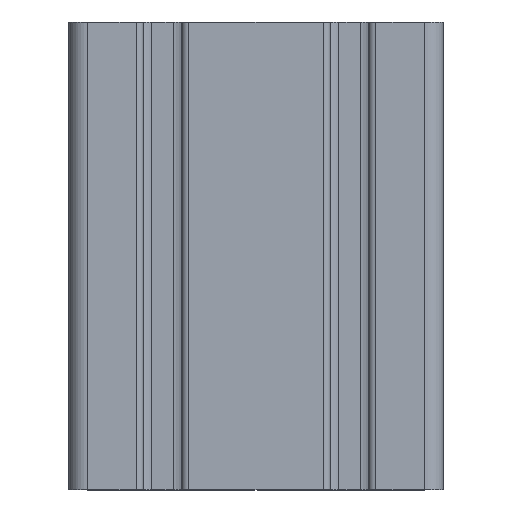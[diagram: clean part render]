
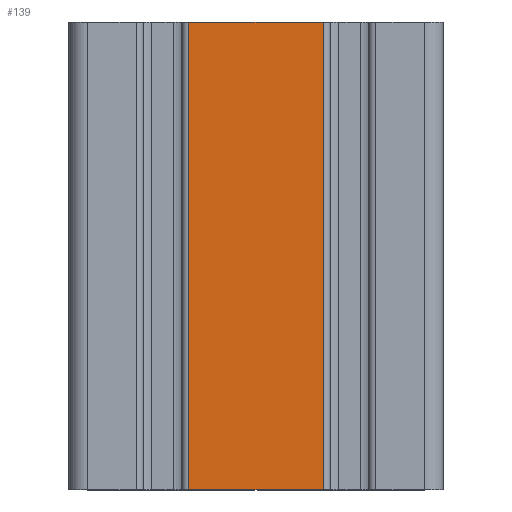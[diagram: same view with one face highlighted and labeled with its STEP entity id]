
A CAD part, top view. The second image highlights one B-rep face of the part: STEP entity #139.
In plain terms, the highlighted planar face has unit normal (0, 0, 1).
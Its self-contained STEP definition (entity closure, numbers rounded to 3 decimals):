
#139 = ADVANCED_FACE( '', ( #302 ), #303, .F. );
#302 = FACE_OUTER_BOUND( '', #482, .T. );
#303 = PLANE( '', #483 );
#482 = EDGE_LOOP( '', ( #898, #899, #900, #901 ) );
#483 = AXIS2_PLACEMENT_3D( '', #902, #903, #904 );
#898 = ORIENTED_EDGE( '', *, *, #1205, .T. );
#899 = ORIENTED_EDGE( '', *, *, #1264, .F. );
#900 = ORIENTED_EDGE( '', *, *, #1112, .F. );
#901 = ORIENTED_EDGE( '', *, *, #1169, .T. );
#902 = CARTESIAN_POINT( '', ( -14.4, 100., 8. ) );
#903 = DIRECTION( '', ( 0., 0., -1. ) );
#904 = DIRECTION( '', ( 0., 1., 0. ) );
#1112 = EDGE_CURVE( '', #1341, #1343, #1344, .T. );
#1169 = EDGE_CURVE( '', #1341, #1444, #1446, .T. );
#1205 = EDGE_CURVE( '', #1444, #1503, #1505, .T. );
#1264 = EDGE_CURVE( '', #1343, #1503, #1582, .T. );
#1341 = VERTEX_POINT( '', #1665 );
#1343 = VERTEX_POINT( '', #1667 );
#1344 = LINE( '', #1668, #1669 );
#1444 = VERTEX_POINT( '', #1795 );
#1446 = LINE( '', #1797, #1798 );
#1503 = VERTEX_POINT( '', #1872 );
#1505 = LINE( '', #1874, #1875 );
#1582 = LINE( '', #1979, #1980 );
#1665 = CARTESIAN_POINT( '', ( -14.4, 100., 8. ) );
#1667 = CARTESIAN_POINT( '', ( 14.4, 100., 8. ) );
#1668 = CARTESIAN_POINT( '', ( -14.4, 100., 8. ) );
#1669 = VECTOR( '', #2076, 1000. );
#1795 = CARTESIAN_POINT( '', ( -14.4, 0., 8. ) );
#1797 = CARTESIAN_POINT( '', ( -14.4, 100., 8. ) );
#1798 = VECTOR( '', #2175, 1000. );
#1872 = CARTESIAN_POINT( '', ( 14.4, 0., 8. ) );
#1874 = CARTESIAN_POINT( '', ( -14.4, 0., 8. ) );
#1875 = VECTOR( '', #2235, 1000. );
#1979 = CARTESIAN_POINT( '', ( 14.4, 100., 8. ) );
#1980 = VECTOR( '', #2305, 1000. );
#2076 = DIRECTION( '', ( 1., 0., 0. ) );
#2175 = DIRECTION( '', ( 0., -1., 0. ) );
#2235 = DIRECTION( '', ( 1., 0., 0. ) );
#2305 = DIRECTION( '', ( 0., -1., 0. ) );
